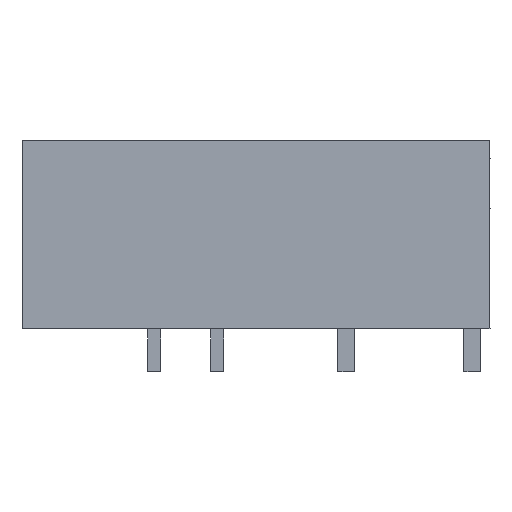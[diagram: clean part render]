
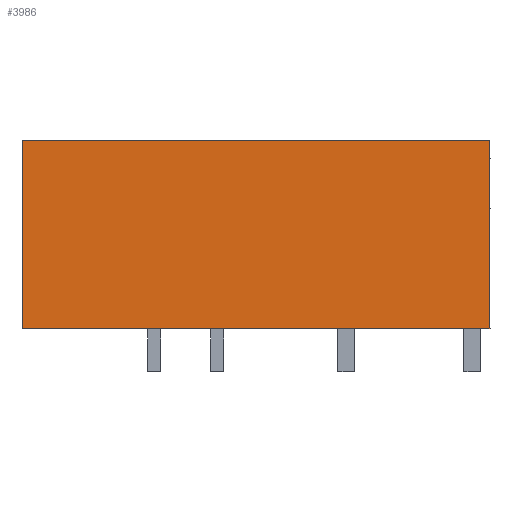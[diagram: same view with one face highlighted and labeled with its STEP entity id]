
A CAD part, left-side view. The second image highlights one B-rep face of the part: STEP entity #3986.
In plain terms, the highlighted planar face has unit normal (-1, 0, 0).
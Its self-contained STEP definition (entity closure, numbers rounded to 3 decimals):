
#3973=AXIS2_PLACEMENT_3D('Plane Axis2P3D',#3970,#3971,#3972) ;
#1460=CARTESIAN_POINT('Vertex',(0.,0.,14.)) ;
#1463=CARTESIAN_POINT('Line Origine',(0.,0.,8.3)) ;
#1467=CARTESIAN_POINT('Vertex',(0.,0.,2.6)) ;
#1531=CARTESIAN_POINT('Line Origine',(0.,14.15,2.6)) ;
#1535=CARTESIAN_POINT('Vertex',(0.,28.3,2.6)) ;
#3534=CARTESIAN_POINT('Line Origine',(0.,28.3,8.3)) ;
#3538=CARTESIAN_POINT('Vertex',(0.,28.3,14.)) ;
#3970=CARTESIAN_POINT('Axis2P3D Location',(0.,0.,17.5)) ;
#3975=CARTESIAN_POINT('Line Origine',(0.,14.15,14.)) ;
#1464=DIRECTION('Vector Direction',(0.,0.,-1.)) ;
#1532=DIRECTION('Vector Direction',(0.,-1.,0.)) ;
#3535=DIRECTION('Vector Direction',(0.,0.,1.)) ;
#3971=DIRECTION('Axis2P3D Direction',(-1.,0.,0.)) ;
#3972=DIRECTION('Axis2P3D XDirection',(0.,1.,0.)) ;
#3976=DIRECTION('Vector Direction',(0.,-1.,0.)) ;
#1465=VECTOR('Line Direction',#1464,1.) ;
#1533=VECTOR('Line Direction',#1532,1.) ;
#3536=VECTOR('Line Direction',#3535,1.) ;
#3977=VECTOR('Line Direction',#3976,1.) ;
#3981=ORIENTED_EDGE('',*,*,#3979,.F.) ;
#3982=ORIENTED_EDGE('',*,*,#3540,.F.) ;
#3983=ORIENTED_EDGE('',*,*,#1537,.T.) ;
#3984=ORIENTED_EDGE('',*,*,#1469,.T.) ;
#3986=ADVANCED_FACE('model',(#3985),#3974,.T.) ;
#1469=EDGE_CURVE('',#1468,#1461,#1466,.F.) ;
#1537=EDGE_CURVE('',#1536,#1468,#1534,.T.) ;
#3540=EDGE_CURVE('',#1536,#3539,#3537,.T.) ;
#3979=EDGE_CURVE('',#3539,#1461,#3978,.T.) ;
#3980=EDGE_LOOP('',(#3981,#3982,#3983,#3984)) ;
#3985=FACE_OUTER_BOUND('',#3980,.T.) ;
#1466=LINE('Line',#1463,#1465) ;
#1534=LINE('Line',#1531,#1533) ;
#3537=LINE('Line',#3534,#3536) ;
#3978=LINE('Line',#3975,#3977) ;
#3974=PLANE('',#3973) ;
#1461=VERTEX_POINT('',#1460) ;
#1468=VERTEX_POINT('',#1467) ;
#1536=VERTEX_POINT('',#1535) ;
#3539=VERTEX_POINT('',#3538) ;
